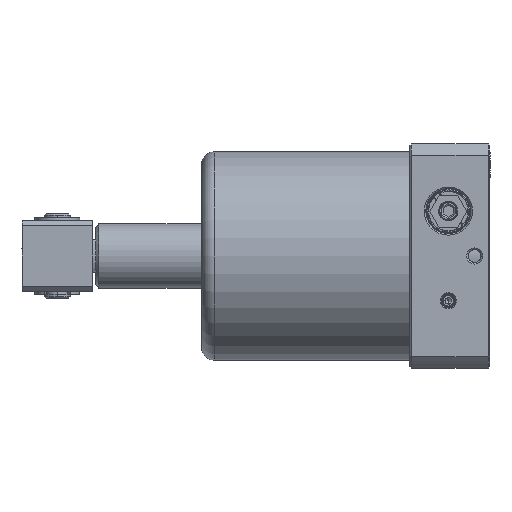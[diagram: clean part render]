
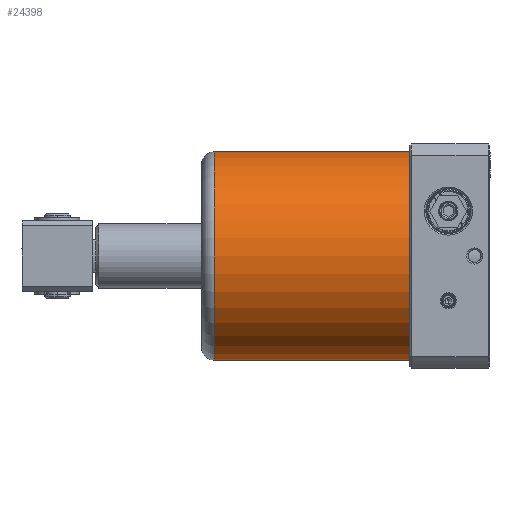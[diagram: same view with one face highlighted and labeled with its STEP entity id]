
A CAD part, left-side view. The second image highlights one B-rep face of the part: STEP entity #24398.
In plain terms, the highlighted cylindrical face has radius 32.5 mm (diameter 65 mm), a partial arc.
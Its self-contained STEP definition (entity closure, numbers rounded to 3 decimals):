
#492 = CARTESIAN_POINT ( 'NONE',  ( -13506.597, 1896.347, 0. ) ) ;
#1836 = CARTESIAN_POINT ( 'NONE',  ( -13506.597, 1896.347, 32.5 ) ) ;
#1873 = CARTESIAN_POINT ( 'NONE',  ( -13506.597, 1868.028, 32.5 ) ) ;
#1928 = DIRECTION ( 'NONE',  ( 0., 0., -1. ) ) ;
#2827 = VERTEX_POINT ( 'NONE', #10679 ) ;
#3809 = DIRECTION ( 'NONE',  ( 0., 0., -1. ) ) ;
#4042 = FACE_OUTER_BOUND ( 'NONE', #15408, .T. ) ;
#4720 = DIRECTION ( 'NONE',  ( 0., 0., -1. ) ) ;
#5369 = VECTOR ( 'NONE', #12909, 1000. ) ;
#5463 = LINE ( 'NONE', #1873, #6512 ) ;
#6512 = VECTOR ( 'NONE', #41193, 1000. ) ;
#10679 = CARTESIAN_POINT ( 'NONE',  ( -13506.597, 1896.347, -32.5 ) ) ;
#10923 = AXIS2_PLACEMENT_3D ( 'NONE', #32900, #13244, #4720 ) ;
#12351 = AXIS2_PLACEMENT_3D ( 'NONE', #41246, #21601, #1928 ) ;
#12909 = DIRECTION ( 'NONE',  ( 0., -1., 0. ) ) ;
#13244 = DIRECTION ( 'NONE',  ( 0., -1., 0. ) ) ;
#14093 = LINE ( 'NONE', #29314, #5369 ) ;
#14679 = EDGE_CURVE ( 'NONE', #32899, #18290, #20397, .T. ) ;
#15253 = ORIENTED_EDGE ( 'NONE', *, *, #35284, .T. ) ;
#15408 = EDGE_LOOP ( 'NONE', ( #39659, #15825, #37621, #15253 ) ) ;
#15825 = ORIENTED_EDGE ( 'NONE', *, *, #14679, .T. ) ;
#16161 = EDGE_CURVE ( 'NONE', #32899, #35881, #5463, .T. ) ;
#18290 = VERTEX_POINT ( 'NONE', #32709 ) ;
#20397 = CIRCLE ( 'NONE', #12351, 32.5 ) ;
#21601 = DIRECTION ( 'NONE',  ( 0., -1., 0. ) ) ;
#23467 = DIRECTION ( 'NONE',  ( 0., 1., 0. ) ) ;
#24398 = ADVANCED_FACE ( 'NONE', ( #4042 ), #28186, .T. ) ;
#28186 = CYLINDRICAL_SURFACE ( 'NONE', #10923, 32.5 ) ;
#29314 = CARTESIAN_POINT ( 'NONE',  ( -13506.597, 1868.028, -32.5 ) ) ;
#32326 = CIRCLE ( 'NONE', #33612, 32.5 ) ;
#32709 = CARTESIAN_POINT ( 'NONE',  ( -13506.597, 1957.347, -32.5 ) ) ;
#32899 = VERTEX_POINT ( 'NONE', #33412 ) ;
#32900 = CARTESIAN_POINT ( 'NONE',  ( -13506.597, 1868.028, 0. ) ) ;
#33412 = CARTESIAN_POINT ( 'NONE',  ( -13506.597, 1957.347, 32.5 ) ) ;
#33612 = AXIS2_PLACEMENT_3D ( 'NONE', #492, #23467, #3809 ) ;
#35284 = EDGE_CURVE ( 'NONE', #2827, #35881, #32326, .T. ) ;
#35881 = VERTEX_POINT ( 'NONE', #1836 ) ;
#37621 = ORIENTED_EDGE ( 'NONE', *, *, #41531, .T. ) ;
#39659 = ORIENTED_EDGE ( 'NONE', *, *, #16161, .F. ) ;
#41193 = DIRECTION ( 'NONE',  ( 0., -1., 0. ) ) ;
#41246 = CARTESIAN_POINT ( 'NONE',  ( -13506.597, 1957.347, 0. ) ) ;
#41531 = EDGE_CURVE ( 'NONE', #18290, #2827, #14093, .T. ) ;
